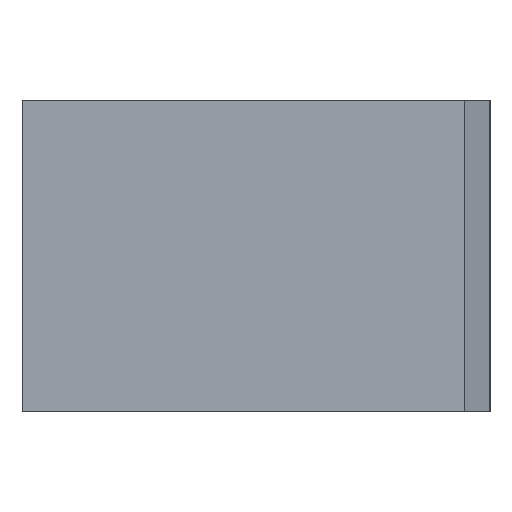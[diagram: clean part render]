
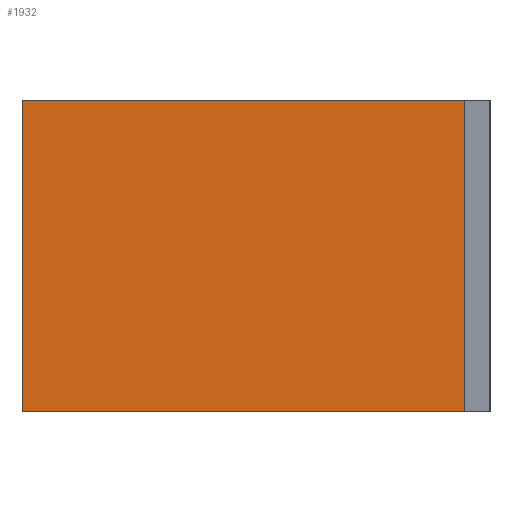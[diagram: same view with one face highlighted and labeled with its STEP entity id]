
A CAD part, left-side view. The second image highlights one B-rep face of the part: STEP entity #1932.
In plain terms, the highlighted planar face has unit normal (-1, 0, 0).
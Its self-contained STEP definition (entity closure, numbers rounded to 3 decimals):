
#262=FACE_OUTER_BOUND('',#370,.T.);
#370=EDGE_LOOP('',(#1750,#1751,#1752,#1753));
#537=LINE('',#3642,#723);
#555=LINE('',#3677,#741);
#556=LINE('',#3680,#742);
#557=LINE('',#3681,#743);
#723=VECTOR('',#2251,10.);
#741=VECTOR('',#2285,10.);
#742=VECTOR('',#2288,10.);
#743=VECTOR('',#2289,10.);
#922=VERTEX_POINT('',#3639);
#923=VERTEX_POINT('',#3641);
#932=VERTEX_POINT('',#3675);
#933=VERTEX_POINT('',#3679);
#1193=EDGE_CURVE('',#923,#922,#537,.T.);
#1211=EDGE_CURVE('',#922,#932,#555,.T.);
#1212=EDGE_CURVE('',#933,#932,#556,.T.);
#1213=EDGE_CURVE('',#923,#933,#557,.T.);
#1750=ORIENTED_EDGE('',*,*,#1193,.T.);
#1751=ORIENTED_EDGE('',*,*,#1211,.T.);
#1752=ORIENTED_EDGE('',*,*,#1212,.F.);
#1753=ORIENTED_EDGE('',*,*,#1213,.F.);
#1830=PLANE('',#2000);
#1932=ADVANCED_FACE('',(#262),#1830,.T.);
#2000=AXIS2_PLACEMENT_3D('',#3678,#2286,#2287);
#2251=DIRECTION('',(0.,1.,0.));
#2285=DIRECTION('',(0.,0.,-1.));
#2286=DIRECTION('center_axis',(-1.,0.,0.));
#2287=DIRECTION('ref_axis',(0.,1.,0.));
#2288=DIRECTION('',(0.,1.,0.));
#2289=DIRECTION('',(0.,0.,-1.));
#3639=CARTESIAN_POINT('',(-15.36,48.581,20.));
#3641=CARTESIAN_POINT('',(-15.36,21.581,20.));
#3642=CARTESIAN_POINT('',(-15.36,21.581,20.));
#3675=CARTESIAN_POINT('',(-15.36,48.581,1.));
#3677=CARTESIAN_POINT('',(-15.36,48.581,20.));
#3678=CARTESIAN_POINT('Origin',(-15.36,21.581,20.));
#3679=CARTESIAN_POINT('',(-15.36,21.581,1.));
#3680=CARTESIAN_POINT('',(-15.36,21.581,1.));
#3681=CARTESIAN_POINT('',(-15.36,21.581,20.));
